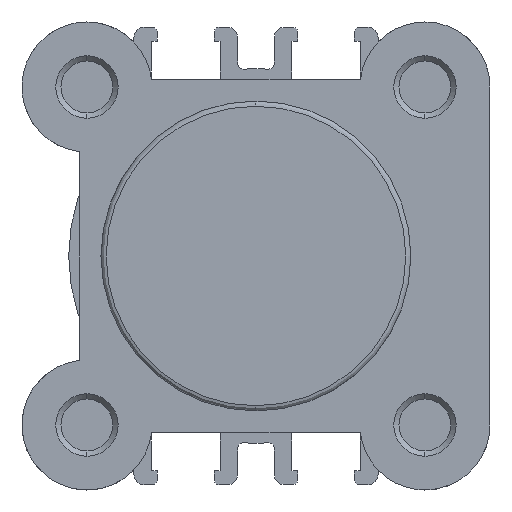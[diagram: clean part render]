
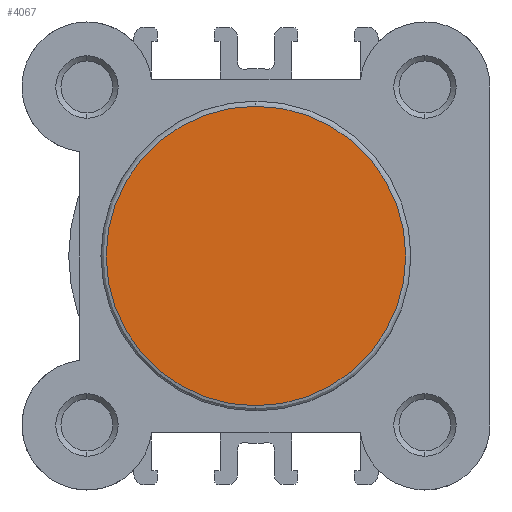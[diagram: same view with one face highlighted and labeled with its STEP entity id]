
A CAD part, left-side view. The second image highlights one B-rep face of the part: STEP entity #4067.
In plain terms, the highlighted planar face has unit normal (-1, 0, 0).
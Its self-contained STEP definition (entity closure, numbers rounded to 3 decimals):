
#15 = CARTESIAN_POINT ( 'NONE',  ( 0., 0., -14.4 ) ) ;
#34 = CARTESIAN_POINT ( 'NONE',  ( 0., 0., 14.4 ) ) ;
#375 = VERTEX_POINT ( 'NONE', #34 ) ;
#377 = VERTEX_POINT ( 'NONE', #15 ) ;
#2337 = PLANE ( 'NONE',  #7419 ) ;
#2344 = CARTESIAN_POINT ( 'NONE',  ( 0., -14.9, 0. ) ) ;
#2355 = DIRECTION ( 'NONE',  ( -1., 0., 0. ) ) ;
#2356 = DIRECTION ( 'NONE',  ( 0., 0., 1. ) ) ;
#2841 = ORIENTED_EDGE ( 'NONE', *, *, #6506, .T. ) ;
#2842 = ORIENTED_EDGE ( 'NONE', *, *, #6650, .T. ) ;
#3122 = EDGE_LOOP ( 'NONE', ( #2841, #2842 ) ) ;
#3852 = FACE_OUTER_BOUND ( 'NONE', #3122, .T. ) ;
#4067 = ADVANCED_FACE ( 'NONE', ( #3852 ), #2337, .T. ) ;
#4465 = CIRCLE ( 'NONE', #7564, 14.4 ) ;
#4676 = CIRCLE ( 'NONE', #7644, 14.4 ) ;
#5381 = CARTESIAN_POINT ( 'NONE',  ( 0., 0., 0. ) ) ;
#5389 = DIRECTION ( 'NONE',  ( -1., 0., 0. ) ) ;
#5390 = DIRECTION ( 'NONE',  ( 0., 0., 1. ) ) ;
#5756 = CARTESIAN_POINT ( 'NONE',  ( 0., 0., 0. ) ) ;
#5757 = DIRECTION ( 'NONE',  ( -1., 0., 0. ) ) ;
#5758 = DIRECTION ( 'NONE',  ( 0., 0., 1. ) ) ;
#6506 = EDGE_CURVE ( 'NONE', #375, #377, #4465, .T. ) ;
#6650 = EDGE_CURVE ( 'NONE', #377, #375, #4676, .T. ) ;
#7419 = AXIS2_PLACEMENT_3D ( 'NONE', #2344, #2355, #2356 ) ;
#7564 = AXIS2_PLACEMENT_3D ( 'NONE', #5381, #5389, #5390 ) ;
#7644 = AXIS2_PLACEMENT_3D ( 'NONE', #5756, #5757, #5758 ) ;
